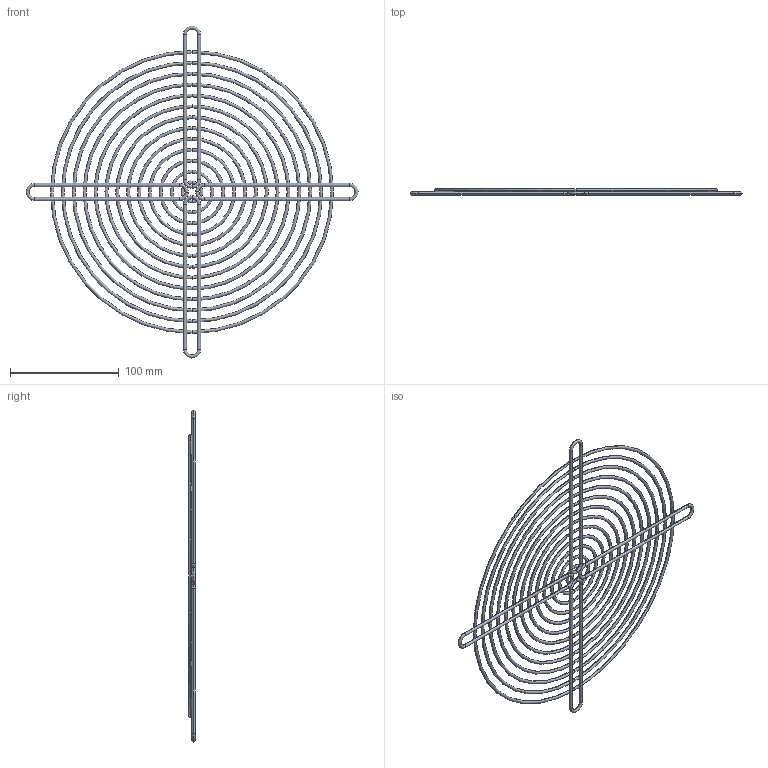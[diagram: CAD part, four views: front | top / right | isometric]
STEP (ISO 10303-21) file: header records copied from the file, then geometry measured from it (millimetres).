
FILE_DESCRIPTION (( 'STEP AP203' ), '1' );
FILE_NAME ('5RE9027_CCr 25.STEP', '2022-03-14T08:24:23', ( '' ), ( '' ), 'SwSTEP 2.0', 'SolidWorks 2018', '' );
FILE_SCHEMA (( 'CONFIG_CONTROL_DESIGN' ));
Length unit declared in the file: millimetre
Products named in the file (1): 5RE9027_CCr 25
Bounding box: 305 x 5.69 x 305 mm (x, y, z)
Volume: 40792 mm3; surface area: 59126.6 mm2
Topology: 1 solids, 1 shells, 92 faces, 408 edges, 308 vertices
Faces by surface type: torus 76, cylinder 16
Entity records: 6401 total; most frequent: CARTESIAN_POINT 2757, ORIENTED_EDGE 816, DIRECTION 554, EDGE_CURVE 408, VERTEX_POINT 308, EDGE_LOOP 300, AXIS2_PLACEMENT_3D 269, B_SPLINE_CURVE_WITH_KNOTS 216
